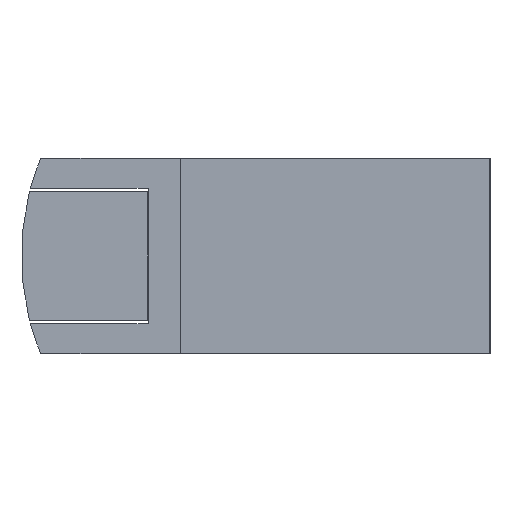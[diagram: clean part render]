
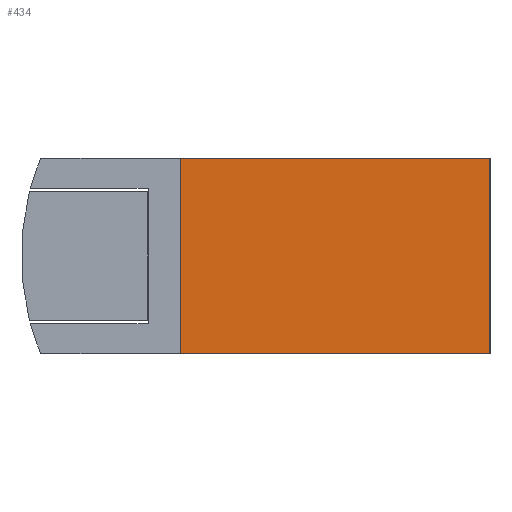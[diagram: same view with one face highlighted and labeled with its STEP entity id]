
A CAD part, left-side view. The second image highlights one B-rep face of the part: STEP entity #434.
In plain terms, the highlighted planar face has unit normal (-1, 0, 0).
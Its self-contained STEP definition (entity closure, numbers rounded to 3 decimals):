
#10 = ORIENTED_EDGE ( 'NONE', *, *, #378, .T. ) ;
#23 = VECTOR ( 'NONE', #927, 1000. ) ;
#40 = VERTEX_POINT ( 'NONE', #397 ) ;
#66 = PLANE ( 'NONE',  #1078 ) ;
#91 = ORIENTED_EDGE ( 'NONE', *, *, #1031, .T. ) ;
#144 = ORIENTED_EDGE ( 'NONE', *, *, #299, .F. ) ;
#151 = VERTEX_POINT ( 'NONE', #174 ) ;
#174 = CARTESIAN_POINT ( 'NONE',  ( -230., 0., -6. ) ) ;
#175 = CARTESIAN_POINT ( 'NONE',  ( -230., 0., 6. ) ) ;
#239 = CARTESIAN_POINT ( 'NONE',  ( -230., -19., 6. ) ) ;
#243 = LINE ( 'NONE', #501, #23 ) ;
#299 = EDGE_CURVE ( 'NONE', #984, #1081, #243, .T. ) ;
#333 = DIRECTION ( 'NONE',  ( 1., 0., 0. ) ) ;
#334 = VECTOR ( 'NONE', #580, 1000. ) ;
#350 = FACE_OUTER_BOUND ( 'NONE', #584, .T. ) ;
#378 = EDGE_CURVE ( 'NONE', #40, #151, #1103, .T. ) ;
#385 = LINE ( 'NONE', #725, #814 ) ;
#397 = CARTESIAN_POINT ( 'NONE',  ( -230., 0., 6. ) ) ;
#409 = CARTESIAN_POINT ( 'NONE',  ( -230., -19., -6. ) ) ;
#430 = LINE ( 'NONE', #409, #334 ) ;
#434 = ADVANCED_FACE ( 'NONE', ( #350 ), #66, .F. ) ;
#459 = EDGE_CURVE ( 'NONE', #1081, #151, #430, .T. ) ;
#501 = CARTESIAN_POINT ( 'NONE',  ( -230., -19., 6. ) ) ;
#580 = DIRECTION ( 'NONE',  ( 0., 1., 0. ) ) ;
#584 = EDGE_LOOP ( 'NONE', ( #10, #621, #144, #91 ) ) ;
#621 = ORIENTED_EDGE ( 'NONE', *, *, #459, .F. ) ;
#665 = DIRECTION ( 'NONE',  ( 0., 0., -1. ) ) ;
#725 = CARTESIAN_POINT ( 'NONE',  ( -230., -19., 6. ) ) ;
#767 = DIRECTION ( 'NONE',  ( 0., 0., -1. ) ) ;
#770 = CARTESIAN_POINT ( 'NONE',  ( -230., -19., -6. ) ) ;
#802 = CARTESIAN_POINT ( 'NONE',  ( -230., -19., 6. ) ) ;
#814 = VECTOR ( 'NONE', #1018, 1000. ) ;
#927 = DIRECTION ( 'NONE',  ( 0., 0., -1. ) ) ;
#984 = VERTEX_POINT ( 'NONE', #802 ) ;
#991 = VECTOR ( 'NONE', #665, 1000. ) ;
#1018 = DIRECTION ( 'NONE',  ( 0., 1., 0. ) ) ;
#1031 = EDGE_CURVE ( 'NONE', #984, #40, #385, .T. ) ;
#1078 = AXIS2_PLACEMENT_3D ( 'NONE', #239, #333, #767 ) ;
#1081 = VERTEX_POINT ( 'NONE', #770 ) ;
#1103 = LINE ( 'NONE', #175, #991 ) ;
